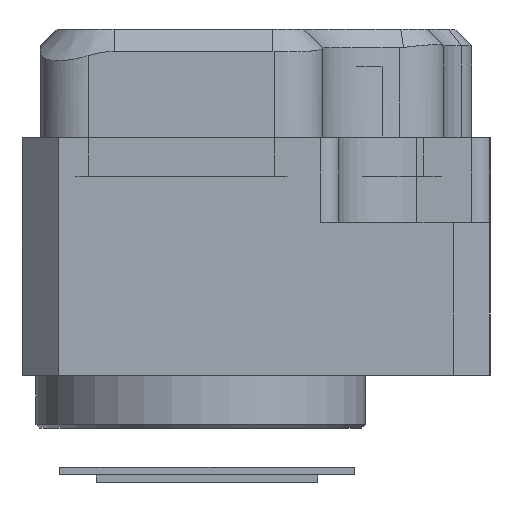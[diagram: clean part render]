
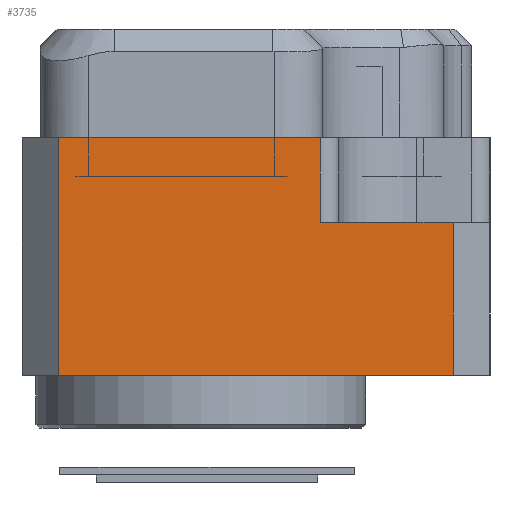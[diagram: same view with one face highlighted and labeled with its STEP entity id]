
A CAD part, front view. The second image highlights one B-rep face of the part: STEP entity #3735.
In plain terms, the highlighted planar face has unit normal (0, -1, 0).
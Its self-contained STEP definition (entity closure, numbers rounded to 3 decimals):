
#3735=ADVANCED_FACE('',(#7030),#5362,.T.);
#5362=PLANE('',#37297);
#7030=FACE_OUTER_BOUND('',#9048,.T.);
#9048=EDGE_LOOP('',(#16632,#16633,#16634,#16635,#16636,#16637));
#16632=ORIENTED_EDGE('',*,*,#27508,.T.);
#16633=ORIENTED_EDGE('',*,*,#27509,.T.);
#16634=ORIENTED_EDGE('',*,*,#27510,.F.);
#16635=ORIENTED_EDGE('',*,*,#27511,.T.);
#16636=ORIENTED_EDGE('',*,*,#27452,.T.);
#16637=ORIENTED_EDGE('',*,*,#27512,.T.);
#23016=VERTEX_POINT('',#56951);
#23017=VERTEX_POINT('',#56953);
#23062=VERTEX_POINT('',#57073);
#23063=VERTEX_POINT('',#57074);
#23064=VERTEX_POINT('',#57076);
#23065=VERTEX_POINT('',#57078);
#27452=EDGE_CURVE('',#23017,#23016,#31445,.T.);
#27508=EDGE_CURVE('',#23062,#23063,#31481,.T.);
#27509=EDGE_CURVE('',#23063,#23064,#31482,.T.);
#27510=EDGE_CURVE('',#23065,#23064,#31483,.T.);
#27511=EDGE_CURVE('',#23065,#23017,#31484,.T.);
#27512=EDGE_CURVE('',#23016,#23062,#31485,.T.);
#31445=LINE('',#56952,#34598);
#31481=LINE('',#57072,#34634);
#31482=LINE('',#57075,#34635);
#31483=LINE('',#57077,#34636);
#31484=LINE('',#57079,#34637);
#31485=LINE('',#57080,#34638);
#34598=VECTOR('',#42988,1.);
#34634=VECTOR('',#43084,1.);
#34635=VECTOR('',#43085,1.);
#34636=VECTOR('',#43086,1.);
#34637=VECTOR('',#43087,1.);
#34638=VECTOR('',#43088,1.);
#37297=AXIS2_PLACEMENT_3D('',#57081,#43089,#43090);
#42988=DIRECTION('',(-1.,0.,0.));
#43084=DIRECTION('',(1.,0.,0.));
#43085=DIRECTION('',(0.,0.,1.));
#43086=DIRECTION('',(1.,0.,0.));
#43087=DIRECTION('',(0.,0.,1.));
#43088=DIRECTION('',(0.,0.,-1.));
#43089=DIRECTION('',(0.,-1.,0.));
#43090=DIRECTION('',(0.,0.,-1.));
#56951=CARTESIAN_POINT('',(-38.923,0.,56.45));
#56952=CARTESIAN_POINT('',(-33.573,0.,56.45));
#56953=CARTESIAN_POINT('',(-31.823,0.,56.45));
#57072=CARTESIAN_POINT('',(-33.573,0.,50.));
#57073=CARTESIAN_POINT('',(-38.923,0.,50.));
#57074=CARTESIAN_POINT('',(-28.223,0.,50.));
#57075=CARTESIAN_POINT('',(-28.223,0.,50.));
#57076=CARTESIAN_POINT('',(-28.223,0.,54.15));
#57077=CARTESIAN_POINT('',(-31.323,0.,54.15));
#57078=CARTESIAN_POINT('',(-31.823,0.,54.15));
#57079=CARTESIAN_POINT('',(-31.823,0.,56.45));
#57080=CARTESIAN_POINT('',(-38.923,0.,50.));
#57081=CARTESIAN_POINT('',(-33.573,0.,50.));
